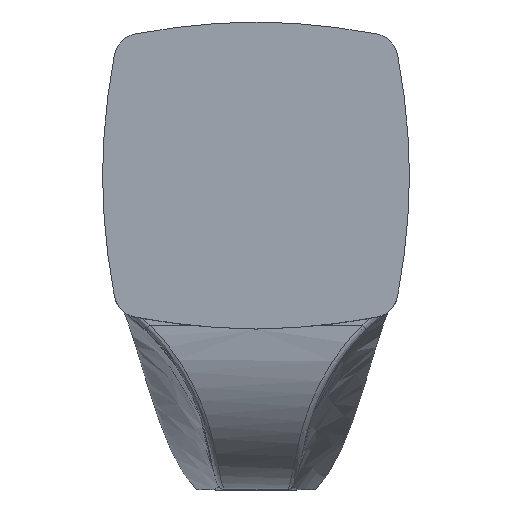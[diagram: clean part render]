
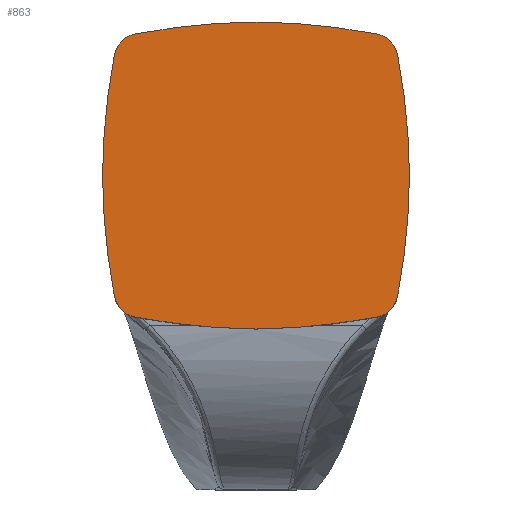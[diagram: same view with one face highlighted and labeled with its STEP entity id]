
A CAD part, top view. The second image highlights one B-rep face of the part: STEP entity #863.
In plain terms, the highlighted planar face has unit normal (0, 0, 1).
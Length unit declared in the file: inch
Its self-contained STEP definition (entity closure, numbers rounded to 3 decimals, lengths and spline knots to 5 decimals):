
#49=PLANE('',#935);
#97=FACE_OUTER_BOUND('',#149,.T.);
#149=EDGE_LOOP('',(#787,#788,#789,#790,#791,#792,#793,#794,#795,#796,#797,
#798));
#293=CIRCLE('',#912,0.15547);
#294=CIRCLE('',#914,4.09773);
#295=CIRCLE('',#916,4.09773);
#296=CIRCLE('',#918,0.15547);
#297=CIRCLE('',#920,4.09773);
#298=CIRCLE('',#922,4.09773);
#299=CIRCLE('',#924,0.15547);
#300=CIRCLE('',#926,4.09773);
#301=CIRCLE('',#928,4.09773);
#302=CIRCLE('',#930,0.15547);
#303=CIRCLE('',#932,4.09773);
#304=CIRCLE('',#934,4.09773);
#382=VERTEX_POINT('',#5047);
#383=VERTEX_POINT('',#5048);
#384=VERTEX_POINT('',#5053);
#385=VERTEX_POINT('',#5057);
#386=VERTEX_POINT('',#5061);
#387=VERTEX_POINT('',#5065);
#388=VERTEX_POINT('',#5069);
#389=VERTEX_POINT('',#5073);
#390=VERTEX_POINT('',#5077);
#391=VERTEX_POINT('',#5081);
#392=VERTEX_POINT('',#5085);
#393=VERTEX_POINT('',#5089);
#505=EDGE_CURVE('',#382,#383,#293,.T.);
#508=EDGE_CURVE('',#383,#384,#294,.T.);
#510=EDGE_CURVE('',#384,#385,#295,.T.);
#512=EDGE_CURVE('',#385,#386,#296,.T.);
#514=EDGE_CURVE('',#386,#387,#297,.T.);
#516=EDGE_CURVE('',#387,#388,#298,.T.);
#518=EDGE_CURVE('',#388,#389,#299,.T.);
#520=EDGE_CURVE('',#389,#390,#300,.T.);
#522=EDGE_CURVE('',#390,#391,#301,.T.);
#524=EDGE_CURVE('',#391,#392,#302,.T.);
#526=EDGE_CURVE('',#392,#393,#303,.T.);
#528=EDGE_CURVE('',#393,#382,#304,.T.);
#787=ORIENTED_EDGE('',*,*,#528,.T.);
#788=ORIENTED_EDGE('',*,*,#505,.T.);
#789=ORIENTED_EDGE('',*,*,#508,.T.);
#790=ORIENTED_EDGE('',*,*,#510,.T.);
#791=ORIENTED_EDGE('',*,*,#512,.T.);
#792=ORIENTED_EDGE('',*,*,#514,.T.);
#793=ORIENTED_EDGE('',*,*,#516,.T.);
#794=ORIENTED_EDGE('',*,*,#518,.T.);
#795=ORIENTED_EDGE('',*,*,#520,.T.);
#796=ORIENTED_EDGE('',*,*,#522,.T.);
#797=ORIENTED_EDGE('',*,*,#524,.T.);
#798=ORIENTED_EDGE('',*,*,#526,.T.);
#863=ADVANCED_FACE('',(#97),#49,.T.);
#912=AXIS2_PLACEMENT_3D('',#5049,#1014,#1015);
#914=AXIS2_PLACEMENT_3D('',#5054,#1020,#1021);
#916=AXIS2_PLACEMENT_3D('',#5058,#1025,#1026);
#918=AXIS2_PLACEMENT_3D('',#5062,#1030,#1031);
#920=AXIS2_PLACEMENT_3D('',#5066,#1035,#1036);
#922=AXIS2_PLACEMENT_3D('',#5070,#1040,#1041);
#924=AXIS2_PLACEMENT_3D('',#5074,#1045,#1046);
#926=AXIS2_PLACEMENT_3D('',#5078,#1050,#1051);
#928=AXIS2_PLACEMENT_3D('',#5082,#1055,#1056);
#930=AXIS2_PLACEMENT_3D('',#5086,#1060,#1061);
#932=AXIS2_PLACEMENT_3D('',#5090,#1065,#1066);
#934=AXIS2_PLACEMENT_3D('',#5093,#1070,#1071);
#935=AXIS2_PLACEMENT_3D('',#5094,#1072,#1073);
#1014=DIRECTION('center_axis',(0.,0.,1.));
#1015=DIRECTION('ref_axis',(0.176,-0.984,0.));
#1020=DIRECTION('center_axis',(0.,0.,1.));
#1021=DIRECTION('ref_axis',(0.982,-0.186,0.));
#1025=DIRECTION('center_axis',(0.,0.,1.));
#1026=DIRECTION('ref_axis',(1.,0.01,0.));
#1030=DIRECTION('center_axis',(0.,0.,1.));
#1031=DIRECTION('ref_axis',(0.984,0.176,0.));
#1035=DIRECTION('center_axis',(0.,0.,1.));
#1036=DIRECTION('ref_axis',(0.186,0.982,0.));
#1040=DIRECTION('center_axis',(0.,0.,1.));
#1041=DIRECTION('ref_axis',(-0.01,1.,0.));
#1045=DIRECTION('center_axis',(0.,0.,1.));
#1046=DIRECTION('ref_axis',(-0.176,0.984,0.));
#1050=DIRECTION('center_axis',(0.,0.,1.));
#1051=DIRECTION('ref_axis',(-0.982,0.186,0.));
#1055=DIRECTION('center_axis',(0.,0.,1.));
#1056=DIRECTION('ref_axis',(-1.,-0.01,0.));
#1060=DIRECTION('center_axis',(0.,0.,1.));
#1061=DIRECTION('ref_axis',(-0.984,-0.176,0.));
#1065=DIRECTION('center_axis',(0.,0.,1.));
#1066=DIRECTION('ref_axis',(-0.186,-0.982,0.));
#1070=DIRECTION('center_axis',(0.,0.,1.));
#1071=DIRECTION('ref_axis',(0.01,-1.,0.));
#1072=DIRECTION('center_axis',(0.,0.,1.));
#1073=DIRECTION('ref_axis',(1.,0.,0.));
#5047=CARTESIAN_POINT('',(0.4773,-1.38367,0.));
#5048=CARTESIAN_POINT('',(0.60294,-1.25803,0.));
#5049=CARTESIAN_POINT('Origin',(0.44991,-1.23064,0.));
#5053=CARTESIAN_POINT('',(0.67458,-0.53406,0.));
#5054=CARTESIAN_POINT('Origin',(-3.42295,-0.49411,0.));
#5057=CARTESIAN_POINT('',(0.60294,0.18992,0.));
#5058=CARTESIAN_POINT('Origin',(-3.42295,-0.574,0.));
#5061=CARTESIAN_POINT('',(0.4773,0.31556,0.));
#5062=CARTESIAN_POINT('Origin',(0.44991,0.16253,0.));
#5065=CARTESIAN_POINT('',(-0.24668,0.3872,0.));
#5066=CARTESIAN_POINT('Origin',(-0.28662,-3.71033,0.));
#5069=CARTESIAN_POINT('',(-0.97066,0.31556,0.));
#5070=CARTESIAN_POINT('Origin',(-0.20673,-3.71033,0.));
#5073=CARTESIAN_POINT('',(-1.09629,0.18992,0.));
#5074=CARTESIAN_POINT('Origin',(-0.94326,0.16253,0.));
#5077=CARTESIAN_POINT('',(-1.16794,-0.53406,0.));
#5078=CARTESIAN_POINT('Origin',(2.9296,-0.574,0.));
#5081=CARTESIAN_POINT('',(-1.09629,-1.25803,0.));
#5082=CARTESIAN_POINT('Origin',(2.9296,-0.49411,0.));
#5085=CARTESIAN_POINT('',(-0.97066,-1.38367,0.));
#5086=CARTESIAN_POINT('Origin',(-0.94326,-1.23064,0.));
#5089=CARTESIAN_POINT('',(-0.24668,-1.45532,0.));
#5090=CARTESIAN_POINT('Origin',(-0.20673,2.64222,0.));
#5093=CARTESIAN_POINT('Origin',(-0.28662,2.64222,0.));
#5094=CARTESIAN_POINT('Origin',(-0.24668,-0.53406,0.));
